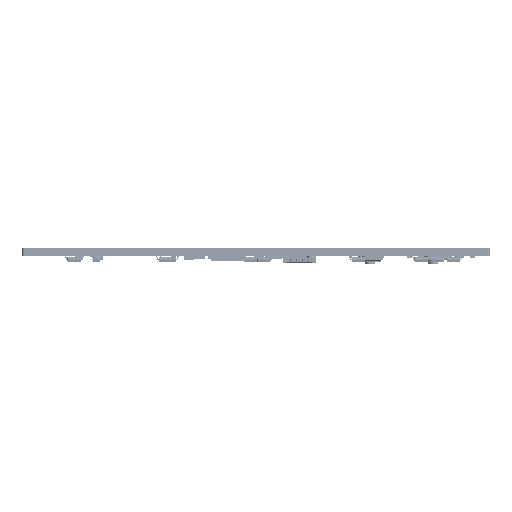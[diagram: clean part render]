
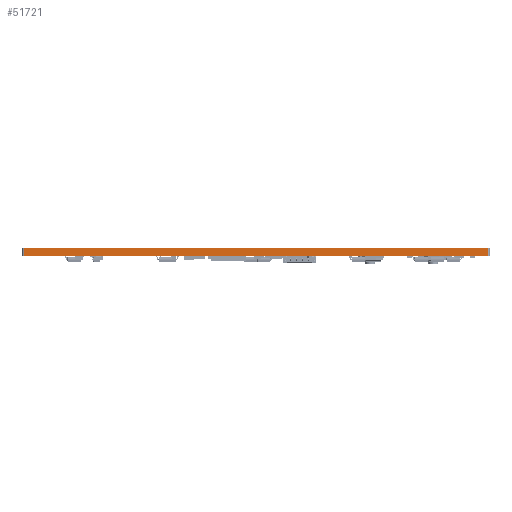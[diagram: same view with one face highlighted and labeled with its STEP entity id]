
A CAD part, left-side view. The second image highlights one B-rep face of the part: STEP entity #51721.
In plain terms, the highlighted planar face has unit normal (-1, 0, 0).
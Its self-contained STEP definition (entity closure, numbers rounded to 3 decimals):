
#37945 = VERTEX_POINT('',#37946);
#37946 = CARTESIAN_POINT('',(38.625,-132.325,0.));
#37953 = EDGE_CURVE('',#37945,#37954,#37956,.T.);
#37954 = VERTEX_POINT('',#37955);
#37955 = CARTESIAN_POINT('',(38.625,-39.125,0.));
#37956 = LINE('',#37957,#37958);
#37957 = CARTESIAN_POINT('',(38.625,-132.325,0.));
#37958 = VECTOR('',#37959,1.);
#37959 = DIRECTION('',(0.,1.,0.));
#44930 = VERTEX_POINT('',#44931);
#44931 = CARTESIAN_POINT('',(38.625,-132.325,1.6));
#44938 = EDGE_CURVE('',#44930,#44939,#44941,.T.);
#44939 = VERTEX_POINT('',#44940);
#44940 = CARTESIAN_POINT('',(38.625,-39.125,1.6));
#44941 = LINE('',#44942,#44943);
#44942 = CARTESIAN_POINT('',(38.625,-132.325,1.6));
#44943 = VECTOR('',#44944,1.);
#44944 = DIRECTION('',(0.,1.,0.));
#51691 = EDGE_CURVE('',#37954,#44939,#51692,.T.);
#51692 = LINE('',#51693,#51694);
#51693 = CARTESIAN_POINT('',(38.625,-39.125,0.));
#51694 = VECTOR('',#51695,1.);
#51695 = DIRECTION('',(0.,0.,1.));
#51721 = ADVANCED_FACE('',(#51722),#51733,.T.);
#51722 = FACE_BOUND('',#51723,.T.);
#51723 = EDGE_LOOP('',(#51724,#51730,#51731,#51732));
#51724 = ORIENTED_EDGE('',*,*,#51725,.T.);
#51725 = EDGE_CURVE('',#37945,#44930,#51726,.T.);
#51726 = LINE('',#51727,#51728);
#51727 = CARTESIAN_POINT('',(38.625,-132.325,0.));
#51728 = VECTOR('',#51729,1.);
#51729 = DIRECTION('',(0.,0.,1.));
#51730 = ORIENTED_EDGE('',*,*,#44938,.T.);
#51731 = ORIENTED_EDGE('',*,*,#51691,.F.);
#51732 = ORIENTED_EDGE('',*,*,#37953,.F.);
#51733 = PLANE('',#51734);
#51734 = AXIS2_PLACEMENT_3D('',#51735,#51736,#51737);
#51735 = CARTESIAN_POINT('',(38.625,-132.325,0.));
#51736 = DIRECTION('',(-1.,0.,0.));
#51737 = DIRECTION('',(0.,1.,0.));
